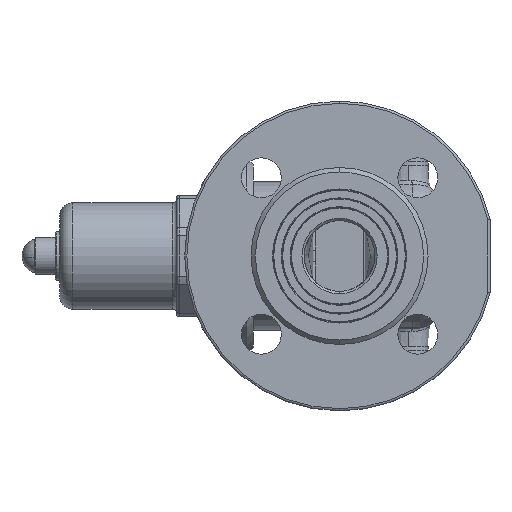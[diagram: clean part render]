
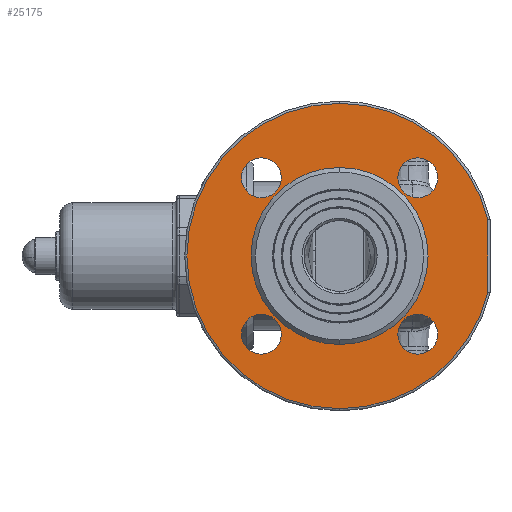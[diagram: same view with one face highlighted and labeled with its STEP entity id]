
A CAD part, left-side view. The second image highlights one B-rep face of the part: STEP entity #25175.
In plain terms, the highlighted planar face has unit normal (-1, 0, 0).
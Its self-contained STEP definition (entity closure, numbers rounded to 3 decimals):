
#4497 = VERTEX_POINT ( 'NONE', #47089 ) ;
#5157 = VERTEX_POINT ( 'NONE', #47195 ) ;
#6683 = EDGE_CURVE ( 'NONE', #4497, #9315, #47259, .T. ) ;
#8518 = CIRCLE ( 'NONE', #8590, 69. ) ;
#8579 = DIRECTION ( 'NONE',  ( 0., 0., 1. ) ) ;
#8580 = DIRECTION ( 'NONE',  ( -1., 0., 0. ) ) ;
#8581 = CARTESIAN_POINT ( 'NONE',  ( -88., 0., 0. ) ) ;
#8590 = AXIS2_PLACEMENT_3D ( 'NONE', #8581, #8580, #8579 ) ;
#9315 = VERTEX_POINT ( 'NONE', #47524 ) ;
#20402 = EDGE_LOOP ( 'NONE', ( #25199, #25050 ) ) ;
#20407 = ORIENTED_EDGE ( 'NONE', *, *, #39022, .F. ) ;
#20684 = ORIENTED_EDGE ( 'NONE', *, *, #59602, .F. ) ;
#20808 = EDGE_LOOP ( 'NONE', ( #25920, #20407 ) ) ;
#24160 = CARTESIAN_POINT ( 'NONE',  ( -88., 35.355, -26.355 ) ) ;
#24573 = EDGE_CURVE ( 'NONE', #64261, #63801, #51905, .T. ) ;
#24614 = VERTEX_POINT ( 'NONE', #51978 ) ;
#24711 = ORIENTED_EDGE ( 'NONE', *, *, #58437, .F. ) ;
#24754 = ORIENTED_EDGE ( 'NONE', *, *, #25013, .F. ) ;
#24780 = DIRECTION ( 'NONE',  ( 0., 0., 1. ) ) ;
#24782 = DIRECTION ( 'NONE',  ( -1., 0., 0. ) ) ;
#24784 = CARTESIAN_POINT ( 'NONE',  ( -88., 35.355, -35.355 ) ) ;
#24785 = AXIS2_PLACEMENT_3D ( 'NONE', #24784, #24782, #24780 ) ;
#24787 = CIRCLE ( 'NONE', #24785, 9. ) ;
#24832 = VERTEX_POINT ( 'NONE', #51946 ) ;
#24929 = EDGE_LOOP ( 'NONE', ( #25227, #25231 ) ) ;
#24989 = ORIENTED_EDGE ( 'NONE', *, *, #25942, .F. ) ;
#25013 = EDGE_CURVE ( 'NONE', #53782, #29991, #52034, .T. ) ;
#25050 = ORIENTED_EDGE ( 'NONE', *, *, #57502, .F. ) ;
#25103 = CARTESIAN_POINT ( 'NONE',  ( -88., -35.355, -44.355 ) ) ;
#25165 = EDGE_LOOP ( 'NONE', ( #24989, #20684 ) ) ;
#25175 = ADVANCED_FACE ( 'NONE', ( #52071, #52088, #52099, #52073, #52081, #52095 ), #52096, .F. ) ;
#25199 = ORIENTED_EDGE ( 'NONE', *, *, #25229, .F. ) ;
#25227 = ORIENTED_EDGE ( 'NONE', *, *, #25238, .F. ) ;
#25229 = EDGE_CURVE ( 'NONE', #53217, #53187, #52100, .T. ) ;
#25231 = ORIENTED_EDGE ( 'NONE', *, *, #53157, .F. ) ;
#25238 = EDGE_CURVE ( 'NONE', #53105, #24614, #52144, .T. ) ;
#25435 = EDGE_LOOP ( 'NONE', ( #24754, #24711 ) ) ;
#25482 = ORIENTED_EDGE ( 'NONE', *, *, #35545, .T. ) ;
#25548 = EDGE_LOOP ( 'NONE', ( #25482, #25756, #26305, #26233 ) ) ;
#25628 = CARTESIAN_POINT ( 'NONE',  ( -88., -35.355, -26.355 ) ) ;
#25756 = ORIENTED_EDGE ( 'NONE', *, *, #6683, .T. ) ;
#25920 = ORIENTED_EDGE ( 'NONE', *, *, #24573, .F. ) ;
#25931 = EDGE_CURVE ( 'NONE', #9315, #24832, #52327, .T. ) ;
#25942 = EDGE_CURVE ( 'NONE', #39942, #39922, #52315, .T. ) ;
#26051 = EDGE_CURVE ( 'NONE', #24832, #5157, #52434, .T. ) ;
#26233 = ORIENTED_EDGE ( 'NONE', *, *, #26051, .T. ) ;
#26305 = ORIENTED_EDGE ( 'NONE', *, *, #25931, .T. ) ;
#29991 = VERTEX_POINT ( 'NONE', #61328 ) ;
#32728 = CARTESIAN_POINT ( 'NONE',  ( -88., -35.355, 44.355 ) ) ;
#35545 = EDGE_CURVE ( 'NONE', #5157, #4497, #8518, .T. ) ;
#37925 = AXIS2_PLACEMENT_3D ( 'NONE', #37976, #38010, #38009 ) ;
#37976 = CARTESIAN_POINT ( 'NONE',  ( -88., -35.355, -35.355 ) ) ;
#37996 = CIRCLE ( 'NONE', #37925, 9. ) ;
#38009 = DIRECTION ( 'NONE',  ( 0., 0., 1. ) ) ;
#38010 = DIRECTION ( 'NONE',  ( -1., 0., 0. ) ) ;
#38245 = CIRCLE ( 'NONE', #38275, 9. ) ;
#38268 = DIRECTION ( 'NONE',  ( 0., 0., 1. ) ) ;
#38273 = DIRECTION ( 'NONE',  ( -1., 0., 0. ) ) ;
#38274 = CARTESIAN_POINT ( 'NONE',  ( -88., -35.355, 35.355 ) ) ;
#38275 = AXIS2_PLACEMENT_3D ( 'NONE', #38274, #38273, #38268 ) ;
#38574 = DIRECTION ( 'NONE',  ( 0., 0., 1. ) ) ;
#38575 = DIRECTION ( 'NONE',  ( -1., 0., 0. ) ) ;
#38576 = AXIS2_PLACEMENT_3D ( 'NONE', #38581, #38575, #38574 ) ;
#38581 = CARTESIAN_POINT ( 'NONE',  ( -88., 35.355, 35.355 ) ) ;
#38584 = CIRCLE ( 'NONE', #38576, 9. ) ;
#38744 = CARTESIAN_POINT ( 'NONE',  ( -88., 0., -40. ) ) ;
#38769 = CARTESIAN_POINT ( 'NONE',  ( -88., 0., 40. ) ) ;
#39022 = EDGE_CURVE ( 'NONE', #63801, #64261, #56366, .T. ) ;
#39922 = VERTEX_POINT ( 'NONE', #59547 ) ;
#39942 = VERTEX_POINT ( 'NONE', #59599 ) ;
#47089 = CARTESIAN_POINT ( 'NONE',  ( -88., 0., 69. ) ) ;
#47195 = CARTESIAN_POINT ( 'NONE',  ( -88., -67., 16.492 ) ) ;
#47259 = CIRCLE ( 'NONE', #47271, 69. ) ;
#47270 = CARTESIAN_POINT ( 'NONE',  ( -88., 0., 0. ) ) ;
#47271 = AXIS2_PLACEMENT_3D ( 'NONE', #47270, #47321, #47320 ) ;
#47320 = DIRECTION ( 'NONE',  ( 0., 0., 1. ) ) ;
#47321 = DIRECTION ( 'NONE',  ( -1., 0., 0. ) ) ;
#47524 = CARTESIAN_POINT ( 'NONE',  ( -88., 0., -69. ) ) ;
#51905 = CIRCLE ( 'NONE', #51948, 40. ) ;
#51943 = CARTESIAN_POINT ( 'NONE',  ( -88., 0., 0. ) ) ;
#51946 = CARTESIAN_POINT ( 'NONE',  ( -88., -67., -16.492 ) ) ;
#51948 = AXIS2_PLACEMENT_3D ( 'NONE', #51943, #52006, #52004 ) ;
#51978 = CARTESIAN_POINT ( 'NONE',  ( -88., 35.355, -44.355 ) ) ;
#52004 = DIRECTION ( 'NONE',  ( 0., 0., 1. ) ) ;
#52006 = DIRECTION ( 'NONE',  ( -1., 0., 0. ) ) ;
#52016 = DIRECTION ( 'NONE',  ( 0., 0., 1. ) ) ;
#52026 = CARTESIAN_POINT ( 'NONE',  ( -88., -35.355, 35.355 ) ) ;
#52028 = DIRECTION ( 'NONE',  ( -1., 0., 0. ) ) ;
#52034 = CIRCLE ( 'NONE', #52039, 9. ) ;
#52039 = AXIS2_PLACEMENT_3D ( 'NONE', #52026, #52028, #52016 ) ;
#52071 = FACE_BOUND ( 'NONE', #24929, .T. ) ;
#52073 = FACE_BOUND ( 'NONE', #25165, .T. ) ;
#52078 = AXIS2_PLACEMENT_3D ( 'NONE', #52106, #52105, #52104 ) ;
#52080 = CARTESIAN_POINT ( 'NONE',  ( -88., -35.355, -35.355 ) ) ;
#52081 = FACE_BOUND ( 'NONE', #20808, .T. ) ;
#52088 = FACE_BOUND ( 'NONE', #20402, .T. ) ;
#52095 = FACE_OUTER_BOUND ( 'NONE', #25548, .T. ) ;
#52096 = PLANE ( 'NONE',  #52078 ) ;
#52099 = FACE_BOUND ( 'NONE', #25435, .T. ) ;
#52100 = CIRCLE ( 'NONE', #52135, 9. ) ;
#52104 = DIRECTION ( 'NONE',  ( 0., 0., -1. ) ) ;
#52105 = DIRECTION ( 'NONE',  ( 1., 0., 0. ) ) ;
#52106 = CARTESIAN_POINT ( 'NONE',  ( -88., 40., 0. ) ) ;
#52121 = DIRECTION ( 'NONE',  ( -1., 0., 0. ) ) ;
#52122 = CARTESIAN_POINT ( 'NONE',  ( -88., 35.355, -35.355 ) ) ;
#52123 = AXIS2_PLACEMENT_3D ( 'NONE', #52122, #52121, #52171 ) ;
#52131 = DIRECTION ( 'NONE',  ( 0., 0., 1. ) ) ;
#52135 = AXIS2_PLACEMENT_3D ( 'NONE', #52080, #52143, #52131 ) ;
#52143 = DIRECTION ( 'NONE',  ( -1., 0., 0. ) ) ;
#52144 = CIRCLE ( 'NONE', #52123, 9. ) ;
#52171 = DIRECTION ( 'NONE',  ( 0., 0., 1. ) ) ;
#52287 = AXIS2_PLACEMENT_3D ( 'NONE', #52346, #52345, #52344 ) ;
#52310 = CARTESIAN_POINT ( 'NONE',  ( -88., 0., 0. ) ) ;
#52313 = AXIS2_PLACEMENT_3D ( 'NONE', #52310, #52355, #52354 ) ;
#52315 = CIRCLE ( 'NONE', #52287, 9. ) ;
#52327 = CIRCLE ( 'NONE', #52313, 69. ) ;
#52344 = DIRECTION ( 'NONE',  ( 0., 0., 1. ) ) ;
#52345 = DIRECTION ( 'NONE',  ( -1., 0., 0. ) ) ;
#52346 = CARTESIAN_POINT ( 'NONE',  ( -88., 35.355, 35.355 ) ) ;
#52354 = DIRECTION ( 'NONE',  ( 0., 0., 1. ) ) ;
#52355 = DIRECTION ( 'NONE',  ( -1., 0., 0. ) ) ;
#52426 = DIRECTION ( 'NONE',  ( 0., 0., 1. ) ) ;
#52427 = VECTOR ( 'NONE', #52426, 1000. ) ;
#52428 = CARTESIAN_POINT ( 'NONE',  ( -88., -67., 0. ) ) ;
#52434 = LINE ( 'NONE', #52428, #52427 ) ;
#53105 = VERTEX_POINT ( 'NONE', #24160 ) ;
#53157 = EDGE_CURVE ( 'NONE', #24614, #53105, #24787, .T. ) ;
#53187 = VERTEX_POINT ( 'NONE', #25103 ) ;
#53217 = VERTEX_POINT ( 'NONE', #25628 ) ;
#53782 = VERTEX_POINT ( 'NONE', #32728 ) ;
#56358 = DIRECTION ( 'NONE',  ( 0., 0., 1. ) ) ;
#56359 = DIRECTION ( 'NONE',  ( -1., 0., 0. ) ) ;
#56360 = CARTESIAN_POINT ( 'NONE',  ( -88., 0., 0. ) ) ;
#56361 = AXIS2_PLACEMENT_3D ( 'NONE', #56360, #56359, #56358 ) ;
#56366 = CIRCLE ( 'NONE', #56361, 40. ) ;
#57502 = EDGE_CURVE ( 'NONE', #53187, #53217, #37996, .T. ) ;
#58437 = EDGE_CURVE ( 'NONE', #29991, #53782, #38245, .T. ) ;
#59547 = CARTESIAN_POINT ( 'NONE',  ( -88., 35.355, 26.355 ) ) ;
#59599 = CARTESIAN_POINT ( 'NONE',  ( -88., 35.355, 44.355 ) ) ;
#59602 = EDGE_CURVE ( 'NONE', #39922, #39942, #38584, .T. ) ;
#61328 = CARTESIAN_POINT ( 'NONE',  ( -88., -35.355, 26.355 ) ) ;
#63801 = VERTEX_POINT ( 'NONE', #38769 ) ;
#64261 = VERTEX_POINT ( 'NONE', #38744 ) ;
